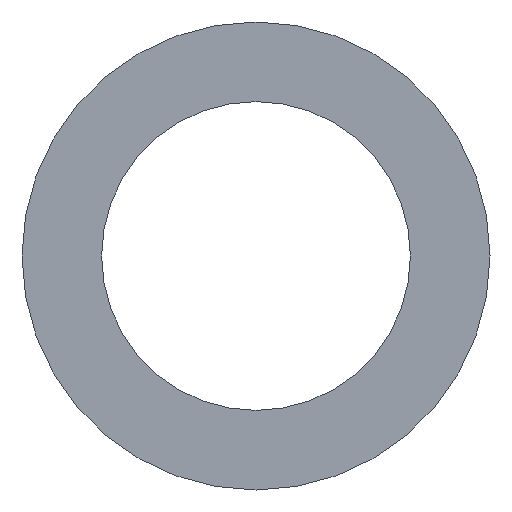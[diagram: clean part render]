
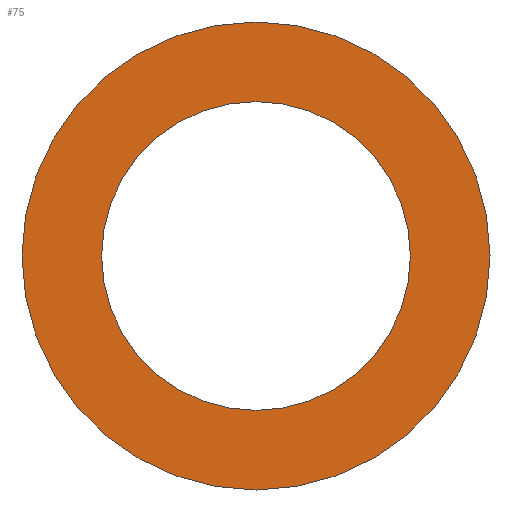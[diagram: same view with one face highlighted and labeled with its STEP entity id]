
A CAD part, front view. The second image highlights one B-rep face of the part: STEP entity #75.
In plain terms, the highlighted planar face has unit normal (0, -1, 0).
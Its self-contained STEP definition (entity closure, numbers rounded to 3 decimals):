
#1 = EDGE_LOOP ( 'NONE', ( #100 ) ) ;
#11 = EDGE_LOOP ( 'NONE', ( #51 ) ) ;
#14 = DIRECTION ( 'NONE',  ( 0., 0., 1. ) ) ;
#20 = DIRECTION ( 'NONE',  ( 0., 1., 0. ) ) ;
#21 = FACE_BOUND ( 'NONE', #1, .T. ) ;
#32 = VERTEX_POINT ( 'NONE', #72 ) ;
#36 = CARTESIAN_POINT ( 'NONE',  ( 0., 0., 5. ) ) ;
#44 = AXIS2_PLACEMENT_3D ( 'NONE', #98, #20, #96 ) ;
#48 = FACE_OUTER_BOUND ( 'NONE', #11, .T. ) ;
#51 = ORIENTED_EDGE ( 'NONE', *, *, #93, .F. ) ;
#52 = AXIS2_PLACEMENT_3D ( 'NONE', #69, #117, #88 ) ;
#69 = CARTESIAN_POINT ( 'NONE',  ( 0., 0., 0. ) ) ;
#72 = CARTESIAN_POINT ( 'NONE',  ( 0., 0., 3.3 ) ) ;
#73 = CIRCLE ( 'NONE', #52, 5. ) ;
#75 = ADVANCED_FACE ( 'NONE', ( #48, #21 ), #109, .F. ) ;
#81 = DIRECTION ( 'NONE',  ( 0., 1., 0. ) ) ;
#88 = DIRECTION ( 'NONE',  ( 0., 0., 1. ) ) ;
#93 = EDGE_CURVE ( 'NONE', #119, #119, #73, .T. ) ;
#94 = AXIS2_PLACEMENT_3D ( 'NONE', #116, #81, #14 ) ;
#96 = DIRECTION ( 'NONE',  ( 0., 0., 1. ) ) ;
#98 = CARTESIAN_POINT ( 'NONE',  ( 0., 0., 0. ) ) ;
#100 = ORIENTED_EDGE ( 'NONE', *, *, #106, .T. ) ;
#106 = EDGE_CURVE ( 'NONE', #32, #32, #118, .T. ) ;
#109 = PLANE ( 'NONE',  #94 ) ;
#116 = CARTESIAN_POINT ( 'NONE',  ( 0., 0., 0. ) ) ;
#117 = DIRECTION ( 'NONE',  ( 0., 1., 0. ) ) ;
#118 = CIRCLE ( 'NONE', #44, 3.3 ) ;
#119 = VERTEX_POINT ( 'NONE', #36 ) ;
